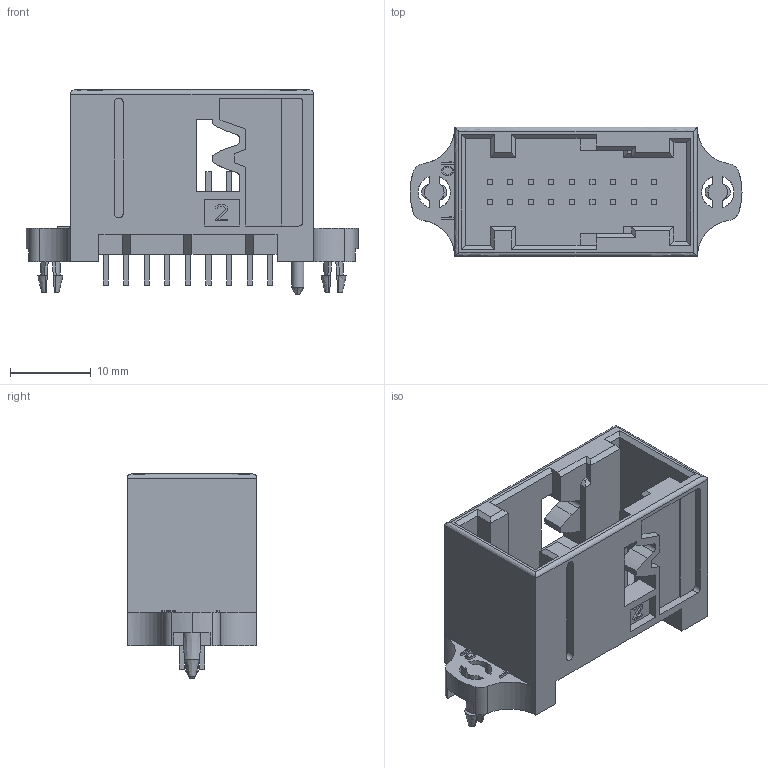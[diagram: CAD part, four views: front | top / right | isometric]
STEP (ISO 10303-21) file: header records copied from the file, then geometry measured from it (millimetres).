
FILE_DESCRIPTION(/* description */ (''),/* implementation_level */ '2;1');
FILE_NAME(/* name */ 'TE9532~1',/* time_stamp */ '2018-02-27T20:33:37+03:00',/* author */ (''),/* organization */ (''),/* preprocessor_version */ 'ST-DEVELOPER v15',/* originating_system */ '',/* authorisation */ '');
FILE_SCHEMA (('AUTOMOTIVE_DESIGN'));
Length unit declared in the file: millimetre
Products named in the file (1): Document
Bounding box: 41 x 16 x 25.2 mm (x, y, z)
Surface area: 5714.7 mm2 (no closed solid volume)
Topology: 0 solids, 557 shells, 557 faces, 2926 edges, 2926 vertices
Faces by surface type: plane 487, bspline 70
Entity records: 32127 total; most frequent: CARTESIAN_POINT 11287, ORIENTED_EDGE 2926, EDGE_CURVE 2926, VERTEX_POINT 2926, B_SPLINE_CURVE_WITH_KNOTS 2658, EDGE_LOOP 614, COLOUR_RGB 557, FILL_AREA_STYLE_COLOUR 557
